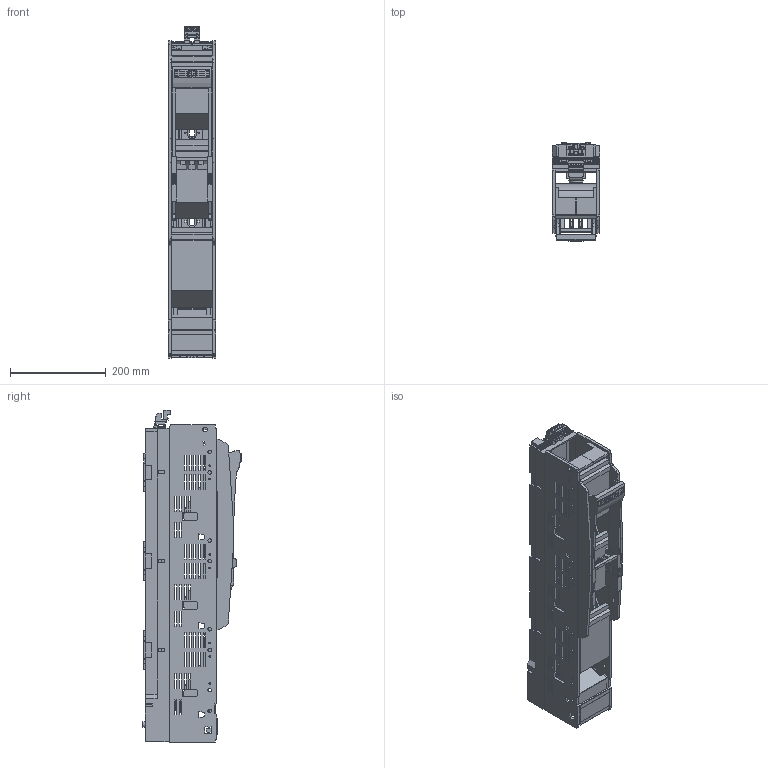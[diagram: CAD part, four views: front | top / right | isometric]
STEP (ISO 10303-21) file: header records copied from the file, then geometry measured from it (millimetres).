
FILE_DESCRIPTION((''),'2;1');
FILE_NAME('SL2_3X3_3A_3W_5BE_400_1_KL_ASM','2021-04-15T',('marketing.praksa'),('Audax d.o.o.'),'CREO PARAMETRIC BY PTC INC, 2017480','CREO PARAMETRIC BY PTC INC, 2017480','');
FILE_SCHEMA(('AUTOMOTIVE_DESIGN { 1 0 10303 214 1 1 1 1 }'));
Products named in the file (21): 802874_L03_LEISTENDECKEL_D-S_14; 802874_L03_LEISTENDECKEL_D-6_14; 802874_L03_LEISTENDECKEL_-12_14; BREP_WITH_VOIDS-31683; BREP_WITH_VOIDS-47466; BREP_WITH_VOIDS-63249; 89123_L_KABELBAUM_WANDLER-83562; 89123_L_KABELBAUM_WANDLER-79032; 89123_L_KABELBAUM_WANDLER-86510; 65115_ZYL_SCHRAUBE_M4X8_D-90343; 65115_ZYL_SCHRAUBE_M4X8_D-90777; 804187_03_L_NH-LEISTENUNT-91211; 804187_03_L_NH-LEISTENUNT-96825; 804187_03_L_NH-LEISTENUN-101723; 804187_03_L_NH-LEISTENUN-128826; 804187_03_L_NH-LEISTENUN-129312; 804187_03_L_NH-LEISTENUN-129869; 32338_KLEMMBUEGEL; PRT0136; CUTOLOGO; SL2_3X3_3A_3W_5BE_400_1_KL_ASM
Assembly tree (20 placements, depth 2):
  SL2_3X3_3A_3W_5BE_400_1_KL_ASM
    802874_L03_LEISTENDECKEL_D-S_14
    802874_L03_LEISTENDECKEL_D-6_14
    802874_L03_LEISTENDECKEL_-12_14
    BREP_WITH_VOIDS-31683
    BREP_WITH_VOIDS-47466
    BREP_WITH_VOIDS-63249
    89123_L_KABELBAUM_WANDLER-83562
    89123_L_KABELBAUM_WANDLER-79032
    89123_L_KABELBAUM_WANDLER-86510
    65115_ZYL_SCHRAUBE_M4X8_D-90343
    65115_ZYL_SCHRAUBE_M4X8_D-90777
    804187_03_L_NH-LEISTENUNT-91211
    804187_03_L_NH-LEISTENUNT-96825
    804187_03_L_NH-LEISTENUN-101723
    804187_03_L_NH-LEISTENUN-128826
    804187_03_L_NH-LEISTENUN-129312
    804187_03_L_NH-LEISTENUN-129869
    32338_KLEMMBUEGEL
    PRT0136
    CUTOLOGO
Bounding box: 100 x 206.19 x 692.17 mm (x, y, z)
Volume: 3360144.3 mm3; surface area: 1219447 mm2
Topology: 22 solids, 34 shells, 4823 faces, 13322 edges, 8605 vertices
Faces by surface type: plane 3936, cylinder 787, cone 90, torus 8, extrusion 2
Entity records: 228496 total; most frequent: CARTESIAN_POINT 28696, ORIENTED_EDGE 26644, DIRECTION 24404, PRESENTATION_STYLE_ASSIGNMENT 18169, STYLED_ITEM 18169, CURVE_STYLE 13324, EDGE_CURVE 13322, VECTOR 11366
